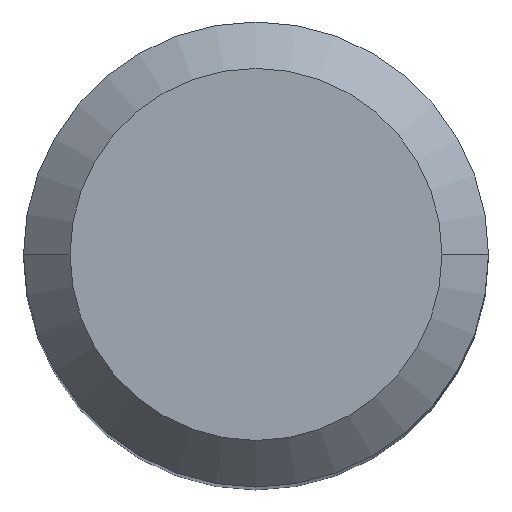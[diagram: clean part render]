
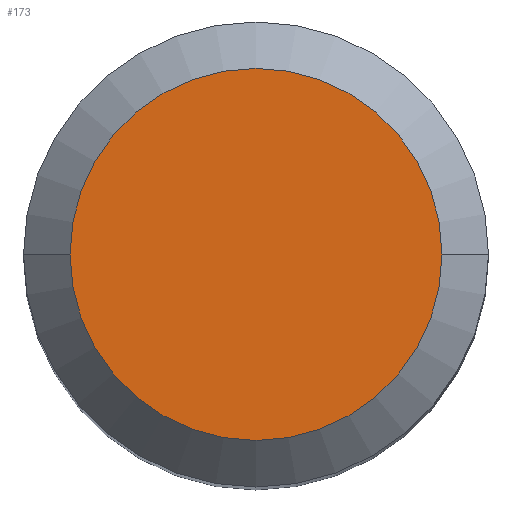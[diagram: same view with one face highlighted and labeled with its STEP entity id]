
A CAD part, top view. The second image highlights one B-rep face of the part: STEP entity #173.
In plain terms, the highlighted planar face has unit normal (0, 0, 1).
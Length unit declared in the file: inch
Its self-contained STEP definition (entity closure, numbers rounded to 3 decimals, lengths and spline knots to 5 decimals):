
#13 = EDGE_CURVE ( 'NONE', #204, #357, #67, .T. ) ;
#38 = ORIENTED_EDGE ( 'NONE', *, *, #13, .T. ) ;
#56 = DIRECTION ( 'NONE',  ( 0., 0., 1. ) ) ;
#67 = CIRCLE ( 'NONE', #464, 0.18896 ) ;
#81 = DIRECTION ( 'NONE',  ( 0., 0., -1. ) ) ;
#89 = CARTESIAN_POINT ( 'NONE',  ( 0.18896, 0., 0. ) ) ;
#137 = ORIENTED_EDGE ( 'NONE', *, *, #343, .T. ) ;
#173 = ADVANCED_FACE ( 'NONE', ( #378 ), #344, .F. ) ;
#204 = VERTEX_POINT ( 'NONE', #89 ) ;
#241 = DIRECTION ( 'NONE',  ( 1., 0., 0. ) ) ;
#252 = EDGE_LOOP ( 'NONE', ( #137, #38 ) ) ;
#292 = DIRECTION ( 'NONE',  ( 0., 0., 1. ) ) ;
#301 = CARTESIAN_POINT ( 'NONE',  ( 0., 0., 0. ) ) ;
#309 = DIRECTION ( 'NONE',  ( -1., 0., 0. ) ) ;
#311 = CARTESIAN_POINT ( 'NONE',  ( 0., 0., 0. ) ) ;
#319 = AXIS2_PLACEMENT_3D ( 'NONE', #301, #81, #309 ) ;
#340 = AXIS2_PLACEMENT_3D ( 'NONE', #311, #56, #241 ) ;
#343 = EDGE_CURVE ( 'NONE', #357, #204, #383, .T. ) ;
#344 = PLANE ( 'NONE',  #319 ) ;
#357 = VERTEX_POINT ( 'NONE', #428 ) ;
#378 = FACE_OUTER_BOUND ( 'NONE', #252, .T. ) ;
#383 = CIRCLE ( 'NONE', #340, 0.18896 ) ;
#400 = DIRECTION ( 'NONE',  ( 1., 0., 0. ) ) ;
#428 = CARTESIAN_POINT ( 'NONE',  ( -0.18896, 0., 0. ) ) ;
#464 = AXIS2_PLACEMENT_3D ( 'NONE', #482, #292, #400 ) ;
#482 = CARTESIAN_POINT ( 'NONE',  ( 0., 0., 0. ) ) ;
